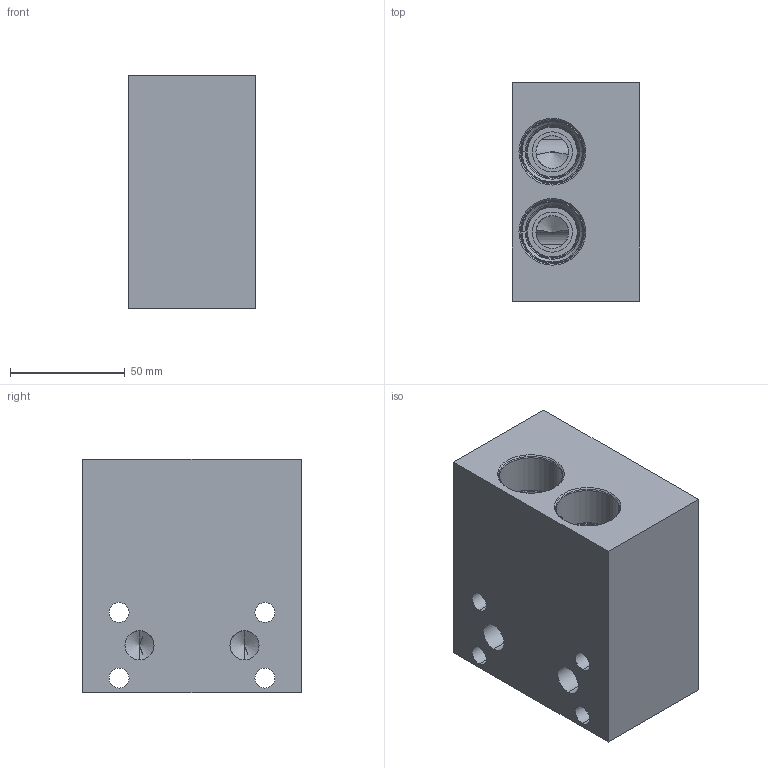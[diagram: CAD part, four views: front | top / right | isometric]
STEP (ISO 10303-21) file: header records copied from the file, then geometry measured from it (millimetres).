
FILE_DESCRIPTION((''),'2;1');
FILE_NAME('VGO_ASM','2020-02-03T',('ProEService'),(''),'PRO/ENGINEER BY PARAMETRIC TECHNOLOGY CORPORATION, 2014200','PRO/ENGINEER BY PARAMETRIC TECHNOLOGY CORPORATION, 2014200','');
FILE_SCHEMA(('CONFIG_CONTROL_DESIGN'));
Length unit declared in the file: inch
Products named in the file (2): 153-152-003; VGO_ASM
Assembly tree (1 placements, depth 2):
  VGO_ASM
    153-152-003
Bounding box: 55.58 x 95.25 x 101.6 mm (x, y, z)
Volume: 428239.9 mm3; surface area: 62687.8 mm2
Topology: 1 solids, 1 shells, 114 faces, 457 edges, 426 vertices
Faces by surface type: cylinder 52, cone 40, plane 14, torus 8
Entity records: 5347 total; most frequent: CARTESIAN_POINT 1675, DIRECTION 781, ORIENTED_EDGE 528, VECTOR 285, LINE 285, EDGE_CURVE 264, AXIS2_PLACEMENT_3D 248, TRIMMED_CURVE 181
